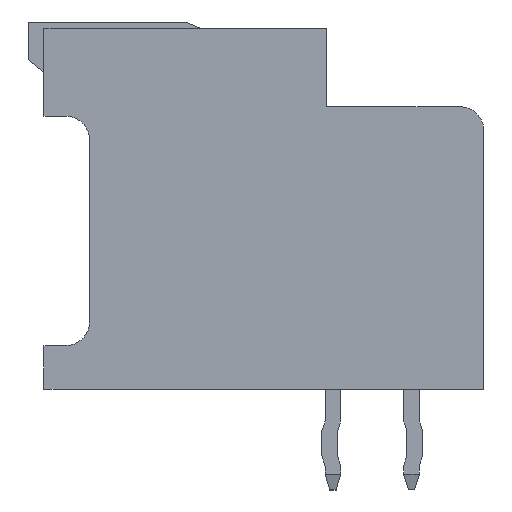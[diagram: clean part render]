
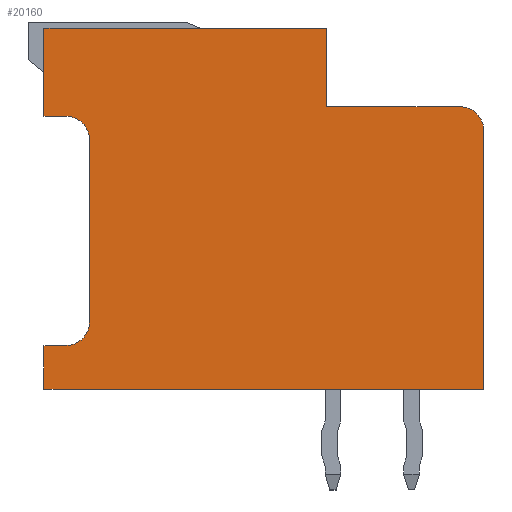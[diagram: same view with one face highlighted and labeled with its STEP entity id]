
A CAD part, left-side view. The second image highlights one B-rep face of the part: STEP entity #20160.
In plain terms, the highlighted face is planar.
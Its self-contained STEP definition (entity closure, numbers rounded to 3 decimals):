
#73=CIRCLE('',#20991,0.75);
#78=CIRCLE('',#21009,0.75);
#79=CIRCLE('',#21010,0.75);
#2210=ORIENTED_EDGE('',*,*,#5546,.T.);
#2211=ORIENTED_EDGE('',*,*,#5556,.T.);
#2212=ORIENTED_EDGE('',*,*,#5554,.T.);
#2213=ORIENTED_EDGE('',*,*,#5610,.T.);
#2214=ORIENTED_EDGE('',*,*,#5611,.T.);
#2215=ORIENTED_EDGE('',*,*,#5564,.T.);
#2216=ORIENTED_EDGE('',*,*,#5601,.T.);
#2217=ORIENTED_EDGE('',*,*,#5612,.F.);
#2218=ORIENTED_EDGE('',*,*,#5605,.T.);
#2219=ORIENTED_EDGE('',*,*,#5613,.F.);
#2220=ORIENTED_EDGE('',*,*,#5609,.T.);
#2221=ORIENTED_EDGE('',*,*,#5614,.T.);
#2222=ORIENTED_EDGE('',*,*,#5551,.T.);
#5546=EDGE_CURVE('',#7265,#7264,#8923,.T.);
#5551=EDGE_CURVE('',#7268,#7265,#8928,.T.);
#5554=EDGE_CURVE('',#7270,#7269,#8931,.T.);
#5556=EDGE_CURVE('',#7264,#7270,#73,.T.);
#5564=EDGE_CURVE('',#7278,#7277,#8940,.T.);
#5601=EDGE_CURVE('',#7277,#7307,#8973,.T.);
#5605=EDGE_CURVE('',#7308,#7311,#8977,.T.);
#5609=EDGE_CURVE('',#7312,#7315,#8981,.T.);
#5610=EDGE_CURVE('',#7269,#7316,#8982,.T.);
#5611=EDGE_CURVE('',#7316,#7278,#8983,.T.);
#5612=EDGE_CURVE('',#7308,#7307,#78,.T.);
#5613=EDGE_CURVE('',#7312,#7311,#79,.T.);
#5614=EDGE_CURVE('',#7315,#7268,#8984,.T.);
#7264=VERTEX_POINT('',#27568);
#7265=VERTEX_POINT('',#27570);
#7268=VERTEX_POINT('',#27579);
#7269=VERTEX_POINT('',#27583);
#7270=VERTEX_POINT('',#27585);
#7277=VERTEX_POINT('',#27604);
#7278=VERTEX_POINT('',#27606);
#7307=VERTEX_POINT('',#27679);
#7308=VERTEX_POINT('',#27683);
#7311=VERTEX_POINT('',#27688);
#7312=VERTEX_POINT('',#27692);
#7315=VERTEX_POINT('',#27697);
#7316=VERTEX_POINT('',#27701);
#8923=LINE('',#27569,#10977);
#8928=LINE('',#27578,#10982);
#8931=LINE('',#27584,#10985);
#8940=LINE('',#27605,#10994);
#8973=LINE('',#27680,#11027);
#8977=LINE('',#27689,#11031);
#8981=LINE('',#27698,#11035);
#8982=LINE('',#27700,#11036);
#8983=LINE('',#27702,#11037);
#8984=LINE('',#27705,#11038);
#10977=VECTOR('',#23442,1000.);
#10982=VECTOR('',#23449,1000.);
#10985=VECTOR('',#23454,1000.);
#10994=VECTOR('',#23471,1000.);
#11027=VECTOR('',#23528,1000.);
#11031=VECTOR('',#23534,1000.);
#11035=VECTOR('',#23540,1000.);
#11036=VECTOR('',#23543,1000.);
#11037=VECTOR('',#23544,1000.);
#11038=VECTOR('',#23549,1000.);
#12276=EDGE_LOOP('',(#2210,#2211,#2212,#2213,#2214,#2215,#2216,#2217,#2218,
#2219,#2220,#2221,#2222));
#13080=FACE_BOUND('',#12276,.T.);
#13864=PLANE('',#21008);
#20160=ADVANCED_FACE('',(#13080),#13864,.T.);
#20991=AXIS2_PLACEMENT_3D('',#27588,#23458,#23459);
#21008=AXIS2_PLACEMENT_3D('',#27699,#23541,#23542);
#21009=AXIS2_PLACEMENT_3D('',#27703,#23545,#23546);
#21010=AXIS2_PLACEMENT_3D('',#27704,#23547,#23548);
#23442=DIRECTION('',(0.,1.,0.));
#23449=DIRECTION('',(0.,0.,-1.));
#23454=DIRECTION('',(0.,0.,1.));
#23458=DIRECTION('',(1.,0.,0.));
#23459=DIRECTION('',(0.,0.,-1.));
#23471=DIRECTION('',(0.,-1.,0.));
#23528=DIRECTION('',(0.,0.,-1.));
#23534=DIRECTION('',(0.,-1.,0.));
#23540=DIRECTION('',(0.,0.,1.));
#23541=DIRECTION('',(1.,0.,0.));
#23542=DIRECTION('',(0.,0.,-1.));
#23543=DIRECTION('',(0.,1.,0.));
#23544=DIRECTION('',(0.,0.,1.));
#23545=DIRECTION('',(1.,0.,0.));
#23546=DIRECTION('',(0.,0.,-1.));
#23547=DIRECTION('',(1.,0.,0.));
#23548=DIRECTION('',(0.,0.,-1.));
#23549=DIRECTION('',(0.,-1.,0.));
#27568=CARTESIAN_POINT('',(9.7,3.75,-7.));
#27569=CARTESIAN_POINT('',(9.7,-4.5,-7.));
#27570=CARTESIAN_POINT('',(9.7,-4.5,-7.));
#27578=CARTESIAN_POINT('',(9.7,-4.5,7.));
#27579=CARTESIAN_POINT('',(9.7,-4.5,7.));
#27583=CARTESIAN_POINT('',(9.7,4.5,-2.));
#27584=CARTESIAN_POINT('',(9.7,4.5,-7.));
#27585=CARTESIAN_POINT('',(9.7,4.5,-6.25));
#27588=CARTESIAN_POINT('',(9.7,3.75,-6.25));
#27604=CARTESIAN_POINT('',(9.7,4.2,7.));
#27605=CARTESIAN_POINT('',(9.7,7.,7.));
#27606=CARTESIAN_POINT('',(9.7,7.,7.));
#27679=CARTESIAN_POINT('',(9.7,4.2,6.3));
#27680=CARTESIAN_POINT('',(9.7,4.2,7.));
#27683=CARTESIAN_POINT('',(9.7,3.45,5.55));
#27688=CARTESIAN_POINT('',(9.7,-2.35,5.55));
#27689=CARTESIAN_POINT('',(9.7,4.2,5.55));
#27692=CARTESIAN_POINT('',(9.7,-3.1,6.3));
#27697=CARTESIAN_POINT('',(9.7,-3.1,7.));
#27698=CARTESIAN_POINT('',(9.7,-3.1,5.55));
#27699=CARTESIAN_POINT('',(9.7,0.,0.));
#27700=CARTESIAN_POINT('',(9.7,4.5,-2.));
#27701=CARTESIAN_POINT('',(9.7,7.,-2.));
#27702=CARTESIAN_POINT('',(9.7,7.,-2.));
#27703=CARTESIAN_POINT('',(9.7,3.45,6.3));
#27704=CARTESIAN_POINT('',(9.7,-2.35,6.3));
#27705=CARTESIAN_POINT('',(9.7,-3.1,7.));
